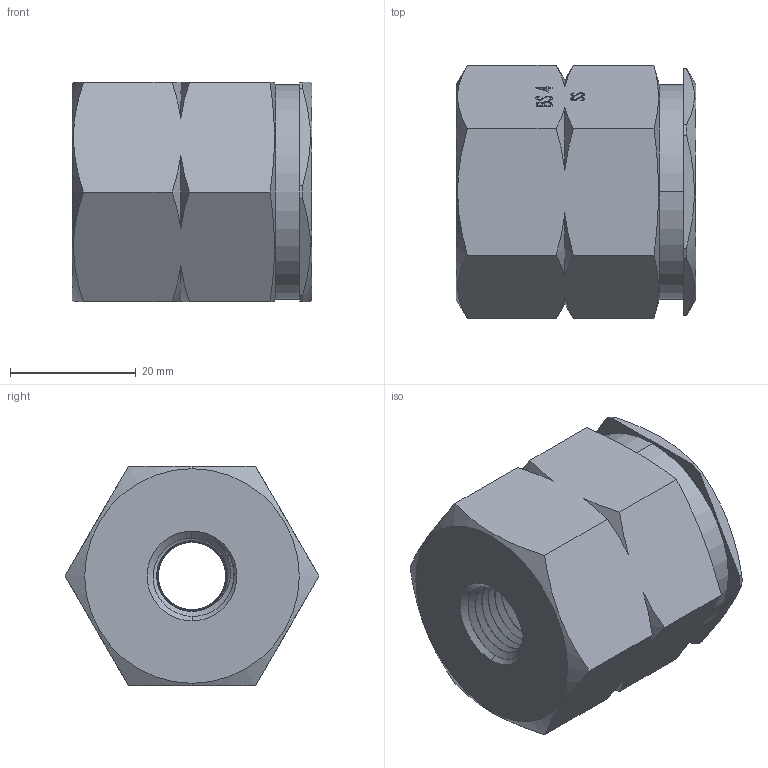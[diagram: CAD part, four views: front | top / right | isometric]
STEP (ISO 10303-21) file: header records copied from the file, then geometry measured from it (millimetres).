
FILE_DESCRIPTION (( 'STEP AP203' ), '1' );
FILE_NAME ('AD-BS4FSS-4FNPT.STEP', '2025-08-18T17:06:04', ( '' ), ( '' ), 'SwSTEP 2.0', 'SolidWorks 2018', '' );
FILE_SCHEMA (( 'CONFIG_CONTROL_DESIGN' ));
Length unit declared in the file: inch
Products named in the file (1): AD-BS4FSS-4FNPT
Bounding box: 38.1 x 40.32 x 34.92 mm (x, y, z)
Volume: 29758.1 mm3; surface area: 9699.1 mm2
Topology: 1 solids, 1 shells, 182 faces, 506 edges, 336 vertices
Faces by surface type: bspline 60, plane 53, cone 38, cylinder 31
Entity records: 16780 total; most frequent: CARTESIAN_POINT 12658, ORIENTED_EDGE 1012, DIRECTION 545, EDGE_CURVE 506, VERTEX_POINT 336, B_SPLINE_CURVE_WITH_KNOTS 245, LINE 221, VECTOR 221
